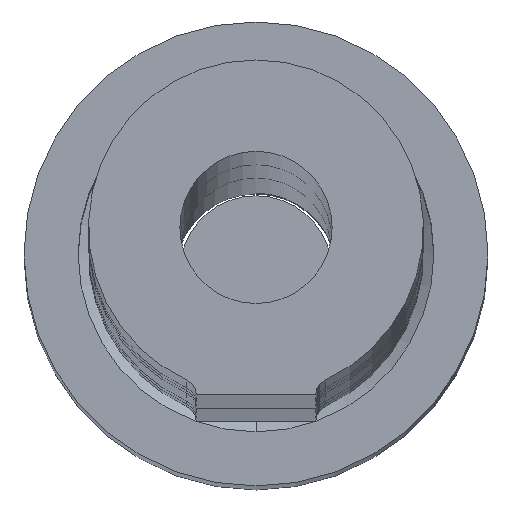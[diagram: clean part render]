
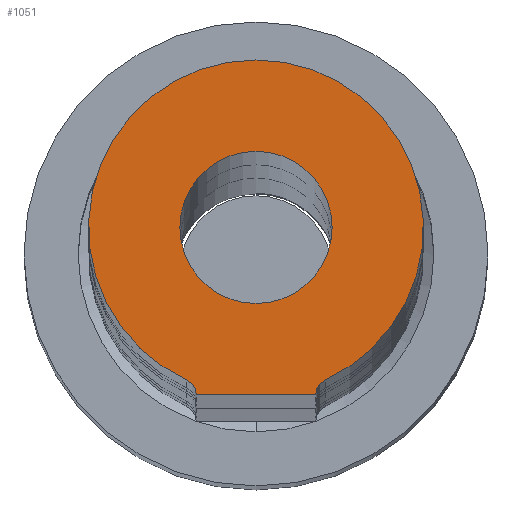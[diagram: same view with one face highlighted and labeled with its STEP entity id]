
A CAD part, top view. The second image highlights one B-rep face of the part: STEP entity #1051.
In plain terms, the highlighted face is planar.
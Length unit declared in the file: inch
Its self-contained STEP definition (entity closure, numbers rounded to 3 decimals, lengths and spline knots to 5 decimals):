
#829=CARTESIAN_POINT('',(-50.,1.1,0.));
#830=DIRECTION('',(1.,0.,0.));
#831=DIRECTION('',(0.,0.,-1.));
#832=AXIS2_PLACEMENT_3D('',#829,#830,#831);
#834=CARTESIAN_POINT('',(-50.,1.1,0.));
#835=DIRECTION('',(1.,0.,0.));
#836=DIRECTION('',(0.,0.,1.));
#837=AXIS2_PLACEMENT_3D('',#834,#835,#836);
#839=DIRECTION('',(0.,0.,1.));
#840=VECTOR('',#839,0.78339);
#841=CARTESIAN_POINT('',(-50.,0.,-0.3917));
#842=LINE('',#841,#840);
#843=CARTESIAN_POINT('',(-50.,0.,-0.5));
#844=DIRECTION('',(1.,0.,0.));
#845=DIRECTION('',(0.,0.91,0.414));
#846=AXIS2_PLACEMENT_3D('',#843,#844,#845);
#848=CARTESIAN_POINT('',(-50.,1.1,0.));
#849=DIRECTION('',(-1.,0.,0.));
#850=DIRECTION('',(0.,-0.91,0.414));
#851=AXIS2_PLACEMENT_3D('',#848,#849,#850);
#853=CARTESIAN_POINT('',(-50.,0.,0.5));
#854=DIRECTION('',(1.,0.,0.));
#855=DIRECTION('',(0.,0.,-1.));
#856=AXIS2_PLACEMENT_3D('',#853,#854,#855);
#956=CARTESIAN_POINT('',(-50.,0.0986,0.45518));
#957=CARTESIAN_POINT('',(-50.,0.0986,-0.45518));
#958=VERTEX_POINT('',#956);
#959=VERTEX_POINT('',#957);
#964=CARTESIAN_POINT('',(-50.,1.1,-0.5));
#965=CARTESIAN_POINT('',(-50.,1.1,0.5));
#966=VERTEX_POINT('',#964);
#967=VERTEX_POINT('',#965);
#972=CARTESIAN_POINT('',(-50.,0.,-0.3917));
#973=CARTESIAN_POINT('',(-50.,0.,0.3917));
#974=VERTEX_POINT('',#972);
#975=VERTEX_POINT('',#973);
#1032=CARTESIAN_POINT('',(-50.,0.,0.));
#1033=DIRECTION('',(-1.,0.,0.));
#1034=DIRECTION('',(0.,-1.,0.));
#1035=AXIS2_PLACEMENT_3D('',#1032,#1033,#1034);
#1036=PLANE('',#1035);
#1038=ORIENTED_EDGE('',*,*,#1037,.F.);
#1040=ORIENTED_EDGE('',*,*,#1039,.F.);
#1042=ORIENTED_EDGE('',*,*,#1041,.F.);
#1044=ORIENTED_EDGE('',*,*,#1043,.F.);
#1045=EDGE_LOOP('',(#1038,#1040,#1042,#1044));
#1046=FACE_OUTER_BOUND('',#1045,.F.);
#1047=ORIENTED_EDGE('',*,*,#1012,.F.);
#1048=ORIENTED_EDGE('',*,*,#1026,.F.);
#1049=EDGE_LOOP('',(#1047,#1048));
#1050=FACE_BOUND('',#1049,.F.);
#1051=ADVANCED_FACE('',(#1046,#1050),#1036,.T.);
#833=CIRCLE('',#832,0.5);
#838=CIRCLE('',#837,0.5);
#847=CIRCLE('',#846,0.1083);
#852=CIRCLE('',#851,1.1);
#857=CIRCLE('',#856,0.1083);
#1012=EDGE_CURVE('',#966,#967,#833,.T.);
#1026=EDGE_CURVE('',#967,#966,#838,.T.);
#1037=EDGE_CURVE('',#974,#975,#842,.T.);
#1039=EDGE_CURVE('',#959,#974,#847,.T.);
#1041=EDGE_CURVE('',#958,#959,#852,.T.);
#1043=EDGE_CURVE('',#975,#958,#857,.T.);
